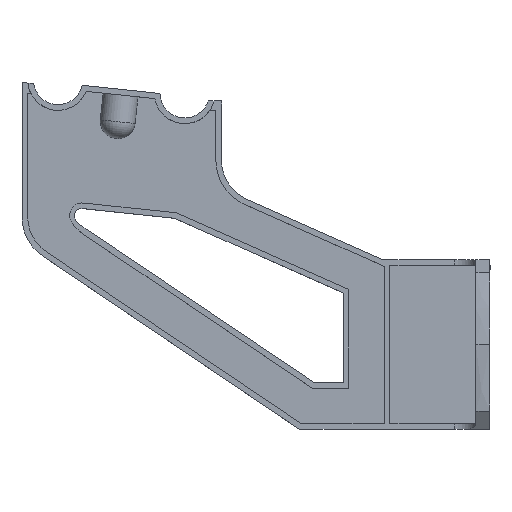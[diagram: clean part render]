
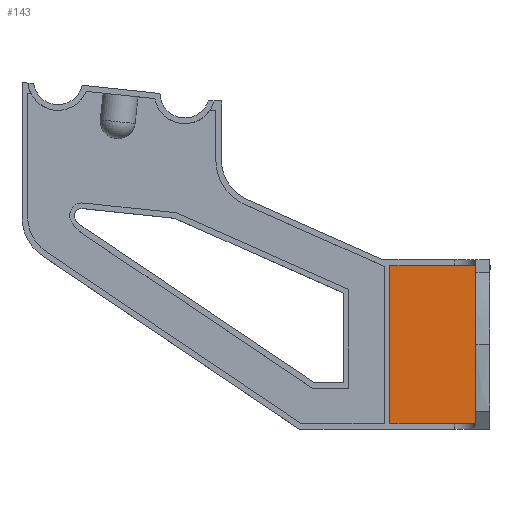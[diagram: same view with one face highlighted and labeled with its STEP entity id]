
A CAD part, top view. The second image highlights one B-rep face of the part: STEP entity #143.
In plain terms, the highlighted planar face has unit normal (0, 0, 1).
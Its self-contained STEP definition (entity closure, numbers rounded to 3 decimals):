
#143=ADVANCED_FACE('',(#419),#420,.F.);
#419=FACE_OUTER_BOUND('',#948,.T.);
#420=PLANE('',#949);
#948=EDGE_LOOP('',(#2861,#2862,#2863,#2864));
#949=AXIS2_PLACEMENT_3D('',#2865,#2866,#2867);
#2861=ORIENTED_EDGE('',*,*,#4208,.F.);
#2862=ORIENTED_EDGE('',*,*,#3905,.T.);
#2863=ORIENTED_EDGE('',*,*,#4209,.F.);
#2864=ORIENTED_EDGE('',*,*,#4210,.F.);
#2865=CARTESIAN_POINT('',(-70.737,45.89,2.));
#2866=DIRECTION('',(-0.0,0.0,-1.0));
#2867=DIRECTION('',(-1.0,0.,0.0));
#3905=EDGE_CURVE('',#4474,#4472,#4475,.T.);
#4208=EDGE_CURVE('',#4474,#5015,#5016,.T.);
#4209=EDGE_CURVE('',#5017,#4472,#5018,.T.);
#4210=EDGE_CURVE('',#5015,#5017,#5019,.T.);
#4472=VERTEX_POINT('',#5584);
#4474=VERTEX_POINT('',#5592);
#4475=LINE('',#5593,#5594);
#5015=VERTEX_POINT('',#6938);
#5016=LINE('',#6939,#6940);
#5017=VERTEX_POINT('',#6941);
#5018=LINE('',#6942,#6943);
#5019=LINE('',#6944,#6945);
#5584=CARTESIAN_POINT('',(-10.,156.89,2.));
#5592=CARTESIAN_POINT('',(-10.0,44.89,2.));
#5593=CARTESIAN_POINT('',(-10.0,95.89,2.));
#5594=VECTOR('',#7685,1000.0);
#6938=CARTESIAN_POINT('',(-70.737,44.89,2.));
#6939=CARTESIAN_POINT('',(-70.737,44.89,2.));
#6940=VECTOR('',#7950,1000.0);
#6941=CARTESIAN_POINT('',(-70.737,156.89,2.));
#6942=CARTESIAN_POINT('',(-70.737,156.89,2.));
#6943=VECTOR('',#7951,1000.0);
#6944=CARTESIAN_POINT('',(-70.737,45.89,2.));
#6945=VECTOR('',#7952,1000.0);
#7685=DIRECTION('',(0.,1.0,0.0));
#7950=DIRECTION('',(-1.0,0.,0.0));
#7951=DIRECTION('',(1.0,0.,0.0));
#7952=DIRECTION('',(0.,1.0,0.0));
